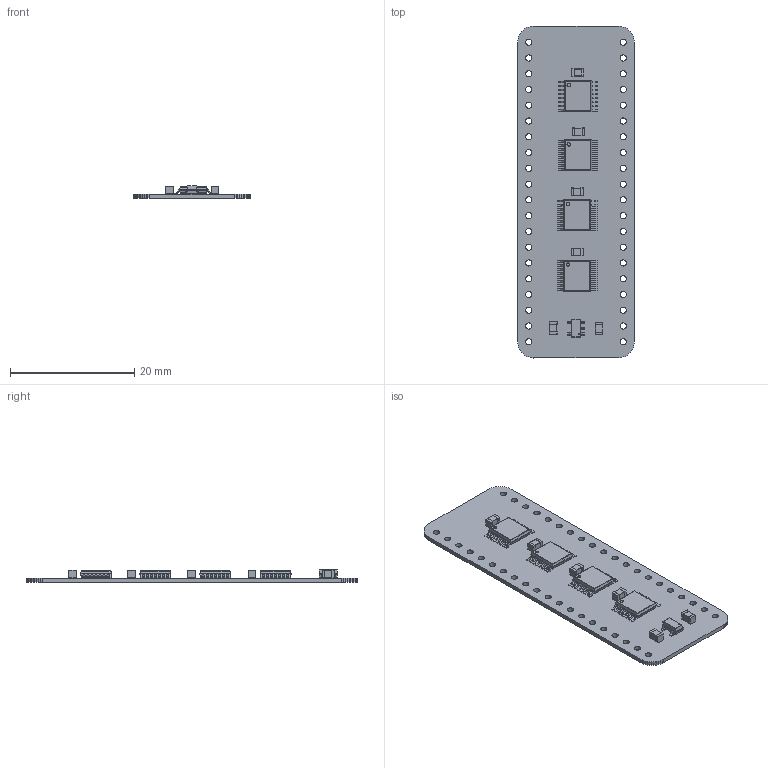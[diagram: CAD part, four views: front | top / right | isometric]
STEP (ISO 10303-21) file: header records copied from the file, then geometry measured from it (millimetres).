
FILE_DESCRIPTION(('KiCad electronic assembly'),'2;1');
FILE_NAME('Counter 16bit.step','2023-11-19T17:15:58',('Pcbnew'),('Kicad' ),'Open CASCADE STEP processor 7.6','KiCad to STEP converter', 'Unknown');
FILE_SCHEMA(('AUTOMOTIVE_DESIGN { 1 0 10303 214 1 1 1 1 }'));
Length unit declared in the file: millimetre
Products named in the file (8): Counter 16bit 1; C_0805_2012Metric; SOLID; MC74VHC139DR2G; COMPOUND; AP7365-33WG-7; Counter 16bit PCB
Assembly tree (15 placements, depth 3):
  Counter 16bit 1
    C_0805_2012Metric  x6
      SOLID
    MC74VHC139DR2G  x4
      COMPOUND
    AP7365-33WG-7
      COMPOUND
    Counter 16bit PCB
Bounding box: 18.8 x 53.49 x 2.03 mm (x, y, z)
Volume: 768.2 mm3; surface area: 2516.6 mm2
Topology: 81 solids, 81 shells, 1283 faces, 3232 edges, 2128 vertices
Faces by surface type: plane 919, cylinder 364
Full cylindrical faces by diameter (mm): 0.2 x1, 0.55 x4, 1 x40
Entity records: 29590 total; most frequent: CARTESIAN_POINT 5848, DIRECTION 4426, LINE 2921, VECTOR 2921, ORIENTED_EDGE 2294, PCURVE 2294, DEFINITIONAL_REPRESENTATION 2294, EDGE_CURVE 1147
